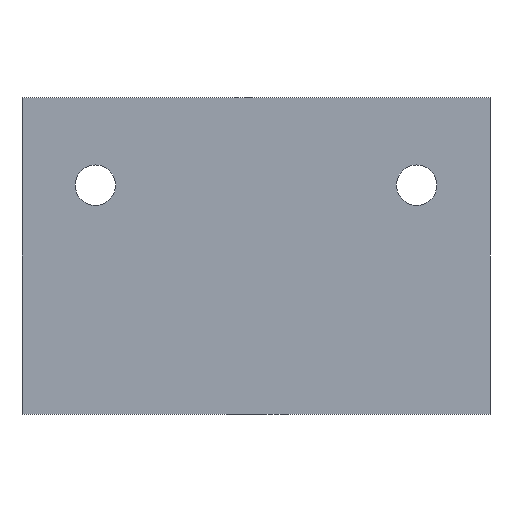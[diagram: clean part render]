
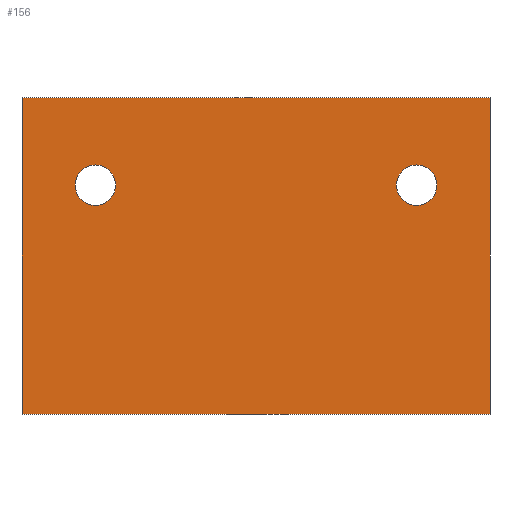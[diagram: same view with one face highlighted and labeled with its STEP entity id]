
A CAD part, left-side view. The second image highlights one B-rep face of the part: STEP entity #156.
In plain terms, the highlighted planar face has unit normal (-1, 0, 0).
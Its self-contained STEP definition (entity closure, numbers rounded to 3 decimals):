
#2 = CARTESIAN_POINT ( 'NONE',  ( -4., 18.5, -25. ) ) ;
#5 = ORIENTED_EDGE ( 'NONE', *, *, #15, .F. ) ;
#9 = FACE_BOUND ( 'NONE', #464, .T. ) ;
#15 = EDGE_CURVE ( 'NONE', #393, #190, #183, .T. ) ;
#36 = CIRCLE ( 'NONE', #355, 1.6 ) ;
#38 = LINE ( 'NONE', #206, #121 ) ;
#43 = VERTEX_POINT ( 'NONE', #509 ) ;
#55 = FACE_OUTER_BOUND ( 'NONE', #300, .T. ) ;
#62 = DIRECTION ( 'NONE',  ( 0., 0., -1. ) ) ;
#78 = CARTESIAN_POINT ( 'NONE',  ( -4., 18.5, 0. ) ) ;
#81 = CARTESIAN_POINT ( 'NONE',  ( -4., -12.7, -6.9 ) ) ;
#86 = DIRECTION ( 'NONE',  ( 0., 0., -1. ) ) ;
#104 = VERTEX_POINT ( 'NONE', #463 ) ;
#121 = VECTOR ( 'NONE', #534, 1000. ) ;
#126 = EDGE_CURVE ( 'NONE', #104, #104, #36, .T. ) ;
#130 = ORIENTED_EDGE ( 'NONE', *, *, #197, .T. ) ;
#136 = PLANE ( 'NONE',  #488 ) ;
#156 = ADVANCED_FACE ( 'NONE', ( #9, #176, #55 ), #136, .F. ) ;
#168 = EDGE_CURVE ( 'NONE', #190, #43, #453, .T. ) ;
#176 = FACE_BOUND ( 'NONE', #489, .T. ) ;
#177 = ORIENTED_EDGE ( 'NONE', *, *, #168, .F. ) ;
#183 = LINE ( 'NONE', #422, #445 ) ;
#190 = VERTEX_POINT ( 'NONE', #249 ) ;
#191 = VERTEX_POINT ( 'NONE', #78 ) ;
#197 = EDGE_CURVE ( 'NONE', #522, #522, #446, .T. ) ;
#203 = LINE ( 'NONE', #360, #224 ) ;
#206 = CARTESIAN_POINT ( 'NONE',  ( -4., 18.5, 0. ) ) ;
#208 = DIRECTION ( 'NONE',  ( 0., 0., -1. ) ) ;
#224 = VECTOR ( 'NONE', #324, 1000. ) ;
#226 = ORIENTED_EDGE ( 'NONE', *, *, #421, .F. ) ;
#249 = CARTESIAN_POINT ( 'NONE',  ( -4., -18.5, -25. ) ) ;
#253 = ORIENTED_EDGE ( 'NONE', *, *, #126, .T. ) ;
#264 = EDGE_CURVE ( 'NONE', #191, #393, #203, .T. ) ;
#294 = DIRECTION ( 'NONE',  ( 1., 0., 0. ) ) ;
#300 = EDGE_LOOP ( 'NONE', ( #501, #226, #177, #5 ) ) ;
#324 = DIRECTION ( 'NONE',  ( 0., -1., 0. ) ) ;
#331 = CARTESIAN_POINT ( 'NONE',  ( -4., -18.5, 0. ) ) ;
#355 = AXIS2_PLACEMENT_3D ( 'NONE', #494, #373, #458 ) ;
#360 = CARTESIAN_POINT ( 'NONE',  ( -4., 18.5, 0. ) ) ;
#373 = DIRECTION ( 'NONE',  ( 1., 0., 0. ) ) ;
#376 = CARTESIAN_POINT ( 'NONE',  ( -4., -18.5, 0. ) ) ;
#393 = VERTEX_POINT ( 'NONE', #331 ) ;
#397 = VECTOR ( 'NONE', #496, 1000. ) ;
#409 = DIRECTION ( 'NONE',  ( 1., 0., 0. ) ) ;
#421 = EDGE_CURVE ( 'NONE', #43, #191, #38, .T. ) ;
#422 = CARTESIAN_POINT ( 'NONE',  ( -4., -18.5, 0. ) ) ;
#445 = VECTOR ( 'NONE', #62, 1000. ) ;
#446 = CIRCLE ( 'NONE', #498, 1.6 ) ;
#453 = LINE ( 'NONE', #2, #397 ) ;
#458 = DIRECTION ( 'NONE',  ( 0., 0., -1. ) ) ;
#463 = CARTESIAN_POINT ( 'NONE',  ( -4., 12.7, -8.5 ) ) ;
#464 = EDGE_LOOP ( 'NONE', ( #130 ) ) ;
#467 = CARTESIAN_POINT ( 'NONE',  ( -4., -12.7, -8.5 ) ) ;
#488 = AXIS2_PLACEMENT_3D ( 'NONE', #376, #409, #86 ) ;
#489 = EDGE_LOOP ( 'NONE', ( #253 ) ) ;
#494 = CARTESIAN_POINT ( 'NONE',  ( -4., 12.7, -6.9 ) ) ;
#496 = DIRECTION ( 'NONE',  ( 0., 1., 0. ) ) ;
#498 = AXIS2_PLACEMENT_3D ( 'NONE', #81, #294, #208 ) ;
#501 = ORIENTED_EDGE ( 'NONE', *, *, #264, .F. ) ;
#509 = CARTESIAN_POINT ( 'NONE',  ( -4., 18.5, -25. ) ) ;
#522 = VERTEX_POINT ( 'NONE', #467 ) ;
#534 = DIRECTION ( 'NONE',  ( 0., 0., 1. ) ) ;
